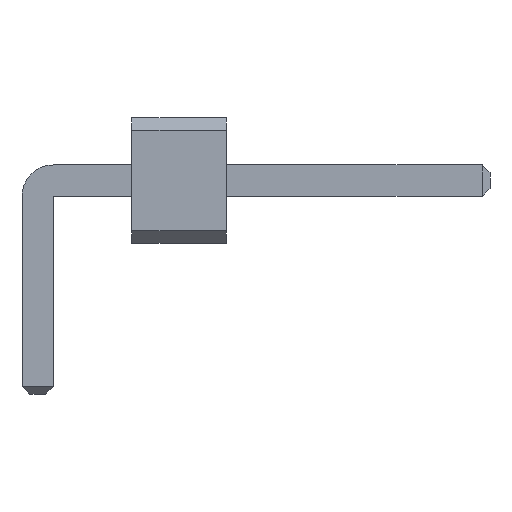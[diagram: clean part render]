
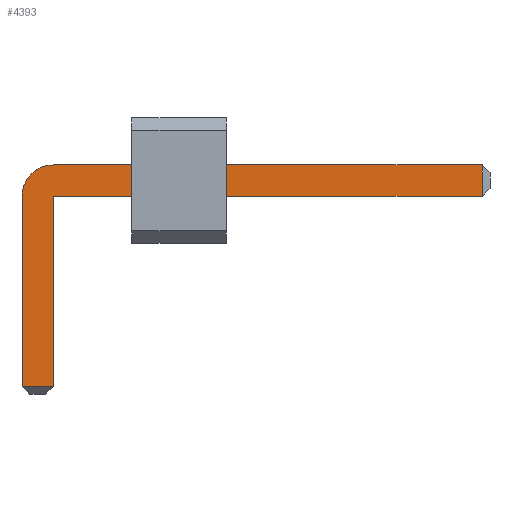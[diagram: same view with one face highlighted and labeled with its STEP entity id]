
A CAD part, front view. The second image highlights one B-rep face of the part: STEP entity #4393.
In plain terms, the highlighted planar face has unit normal (0, -1, 0).
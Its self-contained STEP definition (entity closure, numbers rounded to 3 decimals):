
#13=DIRECTION('',(0.,0.,1.));
#27=VECTOR('',#28,1.);
#28=DIRECTION('',(1.,0.,0.));
#1987=VECTOR('',#13,1.);
#2029=DIRECTION('',(0.,1.,0.));
#4207=VECTOR('',#4208,1.);
#4208=DIRECTION('',(0.,0.,-1.));
#4215=VECTOR('',#4216,1.);
#4216=DIRECTION('',(-1.,0.,0.));
#4237=DIRECTION('',(-0.,1.,0.));
#4247=VERTEX_POINT('',#4248);
#4248=CARTESIAN_POINT('',(0.25,-66.25,1.25));
#4250=ORIENTED_EDGE('',*,*,#4251,.T.);
#4251=EDGE_CURVE('',#4247,#4252,#4254,.T.);
#4252=VERTEX_POINT('',#4253);
#4253=CARTESIAN_POINT('',(7.075,-66.25,1.25));
#4254=LINE('',#4255,#27);
#4255=CARTESIAN_POINT('',(-0.25,-66.25,1.25));
#4291=EDGE_CURVE('',#4292,#4247,#4294,.T.);
#4292=VERTEX_POINT('',#4293);
#4293=CARTESIAN_POINT('',(-0.25,-66.25,0.75));
#4294=CIRCLE('',#4295,0.5);
#4295=AXIS2_PLACEMENT_3D('',#4296,#4237,#4208);
#4296=CARTESIAN_POINT('',(0.25,-66.25,0.75));
#4308=VERTEX_POINT('',#4309);
#4309=CARTESIAN_POINT('',(7.075,-66.25,0.75));
#4311=ORIENTED_EDGE('',*,*,#4312,.T.);
#4312=EDGE_CURVE('',#4308,#4313,#4314,.T.);
#4313=VERTEX_POINT('',#4296);
#4314=LINE('',#4315,#4215);
#4315=CARTESIAN_POINT('',(7.2,-66.25,0.75));
#4327=VERTEX_POINT('',#4328);
#4328=CARTESIAN_POINT('',(-0.25,-66.25,-2.275));
#4330=ORIENTED_EDGE('',*,*,#4331,.T.);
#4331=EDGE_CURVE('',#4327,#4292,#4332,.T.);
#4332=LINE('',#4333,#1987);
#4333=CARTESIAN_POINT('',(-0.25,-66.25,-2.4));
#4341=ORIENTED_EDGE('',*,*,#4342,.T.);
#4342=EDGE_CURVE('',#4313,#4343,#4345,.T.);
#4343=VERTEX_POINT('',#4344);
#4344=CARTESIAN_POINT('',(0.25,-66.25,-2.275));
#4345=LINE('',#4296,#4207);
#4393=ADVANCED_FACE('',(#4394),#4403,.F.);
#4394=FACE_BOUND('',#4395,.F.);
#4395=EDGE_LOOP('',(#4250,#4396,#4311,#4341,#4399,#4330,#4402));
#4396=ORIENTED_EDGE('',*,*,#4397,.T.);
#4397=EDGE_CURVE('',#4252,#4308,#4398,.T.);
#4398=LINE('',#4253,#4207);
#4399=ORIENTED_EDGE('',*,*,#4400,.T.);
#4400=EDGE_CURVE('',#4343,#4327,#4401,.T.);
#4401=LINE('',#4344,#4215);
#4402=ORIENTED_EDGE('',*,*,#4291,.T.);
#4403=PLANE('',#4404);
#4404=AXIS2_PLACEMENT_3D('',#4405,#2029,#13);
#4405=CARTESIAN_POINT('',(2.489,-66.25,0.411));
